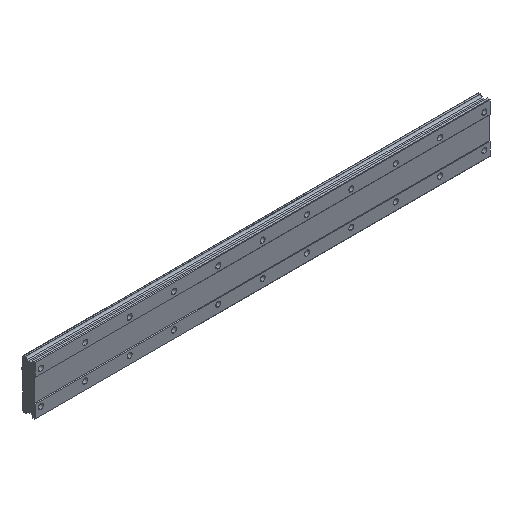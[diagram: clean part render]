
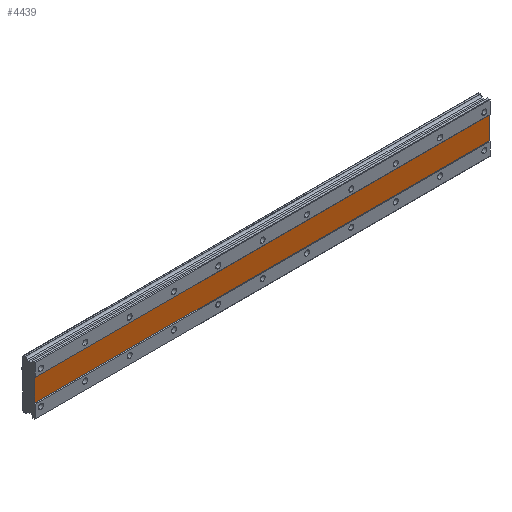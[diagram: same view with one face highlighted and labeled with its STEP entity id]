
A CAD part, isometric view. The second image highlights one B-rep face of the part: STEP entity #4439.
In plain terms, the highlighted planar face has unit normal (0, -1, 0).
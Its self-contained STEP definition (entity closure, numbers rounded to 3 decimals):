
#8 = ORIENTED_EDGE ( 'NONE', *, *, #3372, .F. ) ;
#51 = CARTESIAN_POINT ( 'NONE',  ( 810., 1., -20. ) ) ;
#251 = DIRECTION ( 'NONE',  ( 0., 0., -1. ) ) ;
#338 = CARTESIAN_POINT ( 'NONE',  ( -10., 1., 44.91 ) ) ;
#546 = CARTESIAN_POINT ( 'NONE',  ( 810., 1., 20. ) ) ;
#675 = LINE ( 'NONE', #338, #2909 ) ;
#687 = CARTESIAN_POINT ( 'NONE',  ( 810., 1., 20. ) ) ;
#795 = VECTOR ( 'NONE', #3491, 1000. ) ;
#829 = FACE_OUTER_BOUND ( 'NONE', #3937, .T. ) ;
#883 = ORIENTED_EDGE ( 'NONE', *, *, #2309, .T. ) ;
#1009 = EDGE_CURVE ( 'NONE', #3381, #3179, #3336, .T. ) ;
#1199 = VERTEX_POINT ( 'NONE', #51 ) ;
#1201 = CARTESIAN_POINT ( 'NONE',  ( 810., 1., 20. ) ) ;
#1655 = ORIENTED_EDGE ( 'NONE', *, *, #1009, .F. ) ;
#1931 = PLANE ( 'NONE',  #3682 ) ;
#1956 = CARTESIAN_POINT ( 'NONE',  ( 810., 1., -20. ) ) ;
#2047 = CARTESIAN_POINT ( 'NONE',  ( -10., 1., 20. ) ) ;
#2108 = LINE ( 'NONE', #3563, #795 ) ;
#2233 = DIRECTION ( 'NONE',  ( 0., 1., 0. ) ) ;
#2309 = EDGE_CURVE ( 'NONE', #3381, #3706, #675, .T. ) ;
#2314 = CARTESIAN_POINT ( 'NONE',  ( -10., 1., -20. ) ) ;
#2657 = DIRECTION ( 'NONE',  ( 1., 0., 0. ) ) ;
#2803 = EDGE_CURVE ( 'NONE', #3179, #1199, #2108, .T. ) ;
#2903 = ORIENTED_EDGE ( 'NONE', *, *, #2803, .F. ) ;
#2909 = VECTOR ( 'NONE', #251, 1000. ) ;
#2993 = LINE ( 'NONE', #1956, #3812 ) ;
#3001 = VECTOR ( 'NONE', #2657, 1000. ) ;
#3179 = VERTEX_POINT ( 'NONE', #687 ) ;
#3316 = DIRECTION ( 'NONE',  ( 0., 0., 1. ) ) ;
#3336 = LINE ( 'NONE', #546, #3001 ) ;
#3372 = EDGE_CURVE ( 'NONE', #1199, #3706, #2993, .T. ) ;
#3381 = VERTEX_POINT ( 'NONE', #2047 ) ;
#3491 = DIRECTION ( 'NONE',  ( 0., 0., -1. ) ) ;
#3563 = CARTESIAN_POINT ( 'NONE',  ( 810., 1., 44.91 ) ) ;
#3682 = AXIS2_PLACEMENT_3D ( 'NONE', #1201, #2233, #3316 ) ;
#3706 = VERTEX_POINT ( 'NONE', #2314 ) ;
#3812 = VECTOR ( 'NONE', #4427, 1000. ) ;
#3937 = EDGE_LOOP ( 'NONE', ( #8, #2903, #1655, #883 ) ) ;
#4427 = DIRECTION ( 'NONE',  ( -1., 0., 0. ) ) ;
#4439 = ADVANCED_FACE ( 'NONE', ( #829 ), #1931, .F. ) ;
